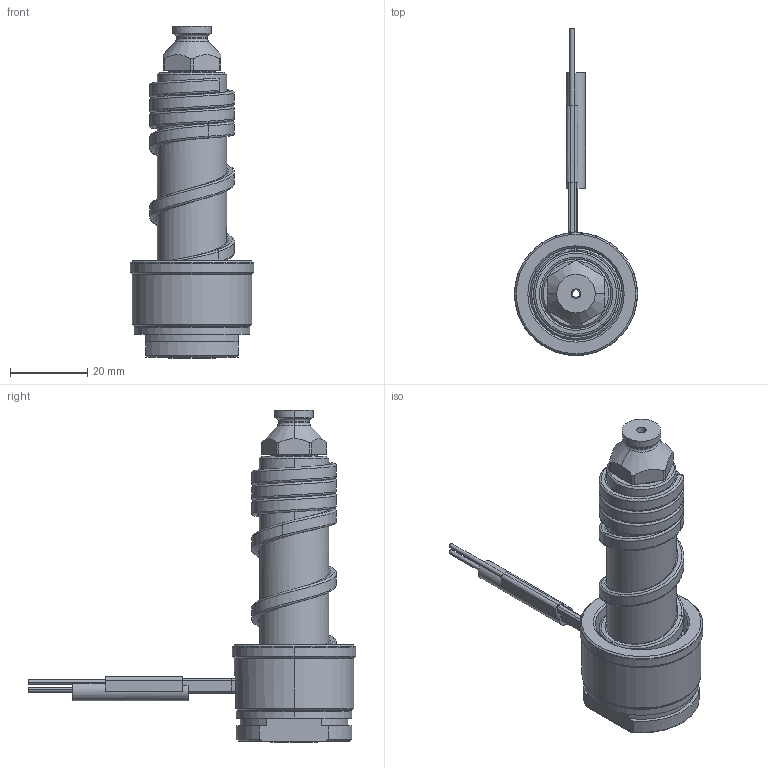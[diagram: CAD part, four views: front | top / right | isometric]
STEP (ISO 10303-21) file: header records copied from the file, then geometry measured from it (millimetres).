
FILE_DESCRIPTION((''),'2;1');
FILE_NAME('SM-86-APO-N','2014-02-13T',('Íàòàëüÿ'),('IMID'),'PRO/ENGINEER BY PARAMETRIC TECHNOLOGY CORPORATION, 2010480','PRO/ENGINEER BY PARAMETRIC TECHNOLOGY CORPORATION, 2010480','');
FILE_SCHEMA(('CONFIG_CONTROL_DESIGN'));
Length unit declared in the file: millimetre
Products named in the file (1): SM-86-APO-N
Bounding box: 32 x 85 x 86.2 mm (x, y, z)
Volume: 30415.7 mm3; surface area: 17210.1 mm2
Topology: 1 solids, 8 shells, 290 faces, 744 edges, 442 vertices
Faces by surface type: cylinder 99, bspline 54, cone 50, plane 46, torus 24, revolution 9, extrusion 6, sphere 2
Entity records: 15230 total; most frequent: CARTESIAN_POINT 8512, ORIENTED_EDGE 1448, DIRECTION 1308, EDGE_CURVE 736, AXIS2_PLACEMENT_3D 519, VERTEX_POINT 442, EDGE_LOOP 310, CIRCLE 297
